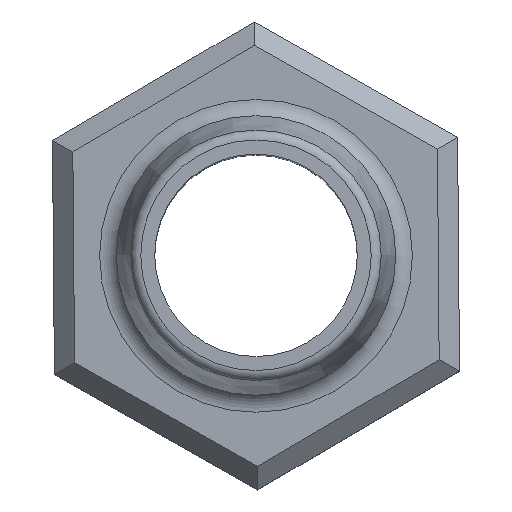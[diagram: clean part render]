
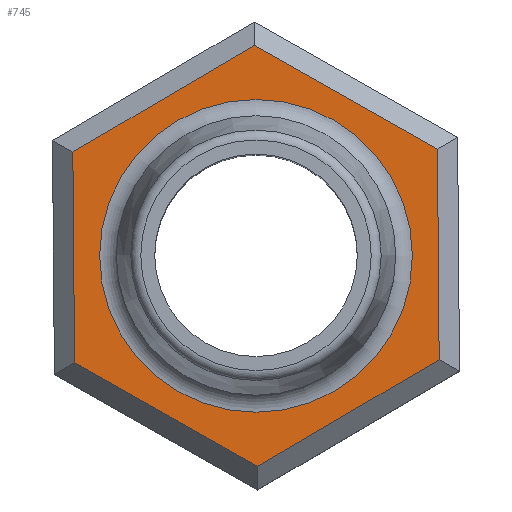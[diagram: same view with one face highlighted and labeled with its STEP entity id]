
A CAD part, top view. The second image highlights one B-rep face of the part: STEP entity #745.
In plain terms, the highlighted planar face has unit normal (0, 0, 1).
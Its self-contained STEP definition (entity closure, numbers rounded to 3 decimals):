
#25=FACE_BOUND('',#114,.T.);
#29=PLANE('',#812);
#65=FACE_OUTER_BOUND('',#113,.T.);
#113=EDGE_LOOP('',(#545,#546,#547,#548,#549,#550));
#114=EDGE_LOOP('',(#551));
#158=CIRCLE('',#811,7.72);
#213=LINE('',#1627,#274);
#214=LINE('',#1629,#275);
#215=LINE('',#1631,#276);
#216=LINE('',#1633,#277);
#217=LINE('',#1635,#278);
#218=LINE('',#1636,#279);
#274=VECTOR('',#909,10.);
#275=VECTOR('',#910,10.);
#276=VECTOR('',#911,10.);
#277=VECTOR('',#912,10.);
#278=VECTOR('',#913,10.);
#279=VECTOR('',#914,10.);
#350=VERTEX_POINT('',#1621);
#351=VERTEX_POINT('',#1625);
#352=VERTEX_POINT('',#1626);
#353=VERTEX_POINT('',#1628);
#354=VERTEX_POINT('',#1630);
#355=VERTEX_POINT('',#1632);
#356=VERTEX_POINT('',#1634);
#425=EDGE_CURVE('',#350,#350,#158,.T.);
#426=EDGE_CURVE('',#351,#352,#213,.T.);
#427=EDGE_CURVE('',#353,#351,#214,.T.);
#428=EDGE_CURVE('',#354,#353,#215,.T.);
#429=EDGE_CURVE('',#355,#354,#216,.T.);
#430=EDGE_CURVE('',#356,#355,#217,.T.);
#431=EDGE_CURVE('',#352,#356,#218,.T.);
#545=ORIENTED_EDGE('',*,*,#426,.F.);
#546=ORIENTED_EDGE('',*,*,#427,.F.);
#547=ORIENTED_EDGE('',*,*,#428,.F.);
#548=ORIENTED_EDGE('',*,*,#429,.F.);
#549=ORIENTED_EDGE('',*,*,#430,.F.);
#550=ORIENTED_EDGE('',*,*,#431,.F.);
#551=ORIENTED_EDGE('',*,*,#425,.F.);
#745=ADVANCED_FACE('',(#65,#25),#29,.T.);
#811=AXIS2_PLACEMENT_3D('',#1623,#905,#906);
#812=AXIS2_PLACEMENT_3D('',#1624,#907,#908);
#905=DIRECTION('center_axis',(0.,0.,1.));
#906=DIRECTION('ref_axis',(-1.,0.,0.));
#907=DIRECTION('center_axis',(0.,0.,1.));
#908=DIRECTION('ref_axis',(-1.,0.,0.));
#909=DIRECTION('',(0.008,-1.,0.));
#910=DIRECTION('',(0.87,-0.493,0.));
#911=DIRECTION('',(0.862,0.507,0.));
#912=DIRECTION('',(-0.008,1.,0.));
#913=DIRECTION('',(-0.87,0.493,0.));
#914=DIRECTION('',(-0.862,-0.507,0.));
#1621=CARTESIAN_POINT('',(7.72,0.,16.));
#1623=CARTESIAN_POINT('Origin',(0.,0.,16.));
#1624=CARTESIAN_POINT('Origin',(0.,0.,16.));
#1625=CARTESIAN_POINT('',(8.958,5.268,16.));
#1626=CARTESIAN_POINT('',(9.041,-5.124,16.));
#1627=CARTESIAN_POINT('',(9.023,-2.814,16.));
#1628=CARTESIAN_POINT('',(-0.084,10.392,16.));
#1629=CARTESIAN_POINT('',(6.949,6.407,16.));
#1630=CARTESIAN_POINT('',(-9.041,5.124,16.));
#1631=CARTESIAN_POINT('',(-2.074,9.221,16.));
#1632=CARTESIAN_POINT('',(-8.958,-5.268,16.));
#1633=CARTESIAN_POINT('',(-9.023,2.814,16.));
#1634=CARTESIAN_POINT('',(0.084,-10.392,16.));
#1635=CARTESIAN_POINT('',(-6.949,-6.407,16.));
#1636=CARTESIAN_POINT('',(2.074,-9.221,16.));
